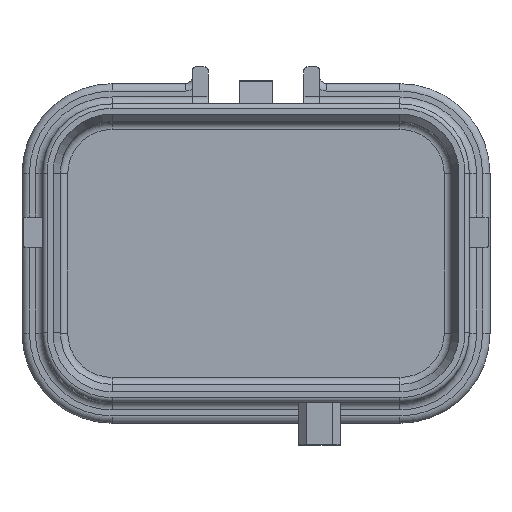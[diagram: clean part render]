
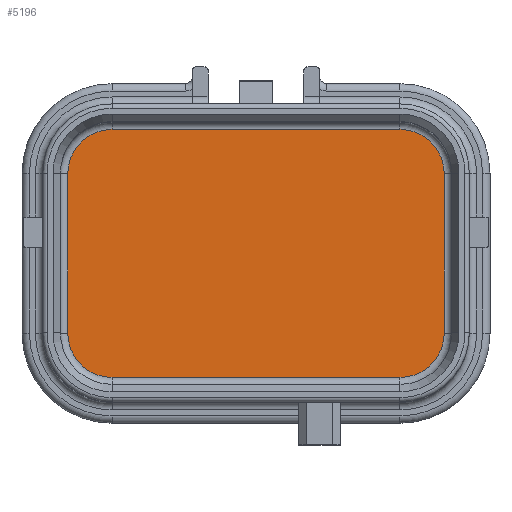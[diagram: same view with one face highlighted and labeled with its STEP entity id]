
A CAD part, top view. The second image highlights one B-rep face of the part: STEP entity #5196.
In plain terms, the highlighted planar face has unit normal (0, 0, 1).
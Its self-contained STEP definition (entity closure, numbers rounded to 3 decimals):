
#213=PLANE('',#5602);
#342=FACE_OUTER_BOUND('',#683,.T.);
#683=EDGE_LOOP('',(#3602,#3603,#3604,#3605,#3606,#3607,#3608,#3609));
#1067=LINE('',#8301,#1449);
#1069=LINE('',#8314,#1451);
#1071=LINE('',#8325,#1453);
#1072=LINE('',#8333,#1454);
#1449=VECTOR('',#6445,10.);
#1451=VECTOR('',#6461,10.);
#1453=VECTOR('',#6475,10.);
#1454=VECTOR('',#6486,10.);
#1797=CIRCLE('',#5586,3.);
#1801=CIRCLE('',#5592,3.);
#1804=CIRCLE('',#5597,3.);
#1806=CIRCLE('',#5601,3.);
#2187=VERTEX_POINT('',#8298);
#2188=VERTEX_POINT('',#8300);
#2189=VERTEX_POINT('',#8304);
#2191=VERTEX_POINT('',#8310);
#2193=VERTEX_POINT('',#8316);
#2195=VERTEX_POINT('',#8322);
#2196=VERTEX_POINT('',#8327);
#2197=VERTEX_POINT('',#8331);
#2704=EDGE_CURVE('',#2187,#2188,#1067,.T.);
#2708=EDGE_CURVE('',#2188,#2189,#1797,.T.);
#2711=EDGE_CURVE('',#2189,#2191,#1069,.T.);
#2714=EDGE_CURVE('',#2191,#2193,#1801,.T.);
#2717=EDGE_CURVE('',#2193,#2195,#1071,.T.);
#2719=EDGE_CURVE('',#2195,#2196,#1804,.T.);
#2721=EDGE_CURVE('',#2196,#2197,#1072,.T.);
#2722=EDGE_CURVE('',#2197,#2187,#1806,.T.);
#3602=ORIENTED_EDGE('',*,*,#2704,.F.);
#3603=ORIENTED_EDGE('',*,*,#2722,.F.);
#3604=ORIENTED_EDGE('',*,*,#2721,.F.);
#3605=ORIENTED_EDGE('',*,*,#2719,.F.);
#3606=ORIENTED_EDGE('',*,*,#2717,.F.);
#3607=ORIENTED_EDGE('',*,*,#2714,.F.);
#3608=ORIENTED_EDGE('',*,*,#2711,.F.);
#3609=ORIENTED_EDGE('',*,*,#2708,.F.);
#5196=ADVANCED_FACE('',(#342),#213,.T.);
#5586=AXIS2_PLACEMENT_3D('',#8308,#6454,#6455);
#5592=AXIS2_PLACEMENT_3D('',#8320,#6468,#6469);
#5597=AXIS2_PLACEMENT_3D('',#8329,#6480,#6481);
#5601=AXIS2_PLACEMENT_3D('',#8335,#6489,#6490);
#5602=AXIS2_PLACEMENT_3D('',#8336,#6491,#6492);
#6445=DIRECTION('',(0.,-1.,0.));
#6454=DIRECTION('center_axis',(0.,0.,-1.));
#6455=DIRECTION('ref_axis',(0.707,-0.707,0.));
#6461=DIRECTION('',(-1.,0.,0.));
#6468=DIRECTION('center_axis',(0.,0.,-1.));
#6469=DIRECTION('ref_axis',(-0.707,-0.707,0.));
#6475=DIRECTION('',(0.,1.,0.));
#6480=DIRECTION('center_axis',(0.,0.,-1.));
#6481=DIRECTION('ref_axis',(-0.707,0.707,0.));
#6486=DIRECTION('',(1.,0.,0.));
#6489=DIRECTION('center_axis',(0.,0.,-1.));
#6490=DIRECTION('ref_axis',(0.707,0.707,0.));
#6491=DIRECTION('center_axis',(0.,0.,1.));
#6492=DIRECTION('ref_axis',(1.,0.,0.));
#8298=CARTESIAN_POINT('',(27.2,15.5,0.));
#8300=CARTESIAN_POINT('',(27.2,4.7,0.));
#8301=CARTESIAN_POINT('',(27.2,12.8,0.));
#8304=CARTESIAN_POINT('',(24.2,1.7,0.));
#8308=CARTESIAN_POINT('Origin',(24.2,4.7,0.));
#8310=CARTESIAN_POINT('',(4.7,1.7,0.));
#8314=CARTESIAN_POINT('',(19.325,1.7,0.));
#8316=CARTESIAN_POINT('',(1.7,4.7,0.));
#8320=CARTESIAN_POINT('Origin',(4.7,4.7,0.));
#8322=CARTESIAN_POINT('',(1.7,15.5,0.));
#8325=CARTESIAN_POINT('',(1.7,7.4,0.));
#8327=CARTESIAN_POINT('',(4.7,18.5,0.));
#8329=CARTESIAN_POINT('Origin',(4.7,15.5,0.));
#8331=CARTESIAN_POINT('',(24.2,18.5,0.));
#8333=CARTESIAN_POINT('',(9.575,18.5,0.));
#8335=CARTESIAN_POINT('Origin',(24.2,15.5,0.));
#8336=CARTESIAN_POINT('Origin',(14.45,10.1,0.));
